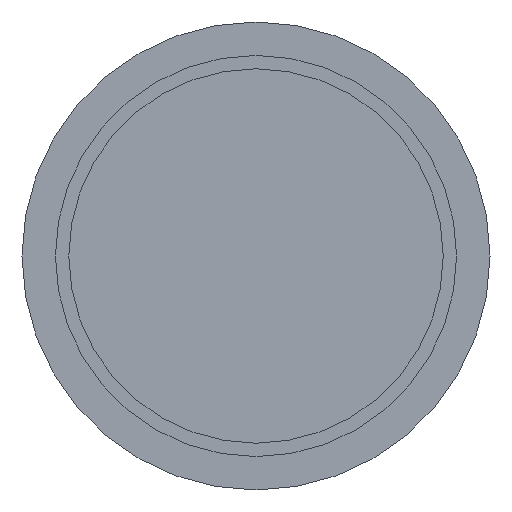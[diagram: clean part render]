
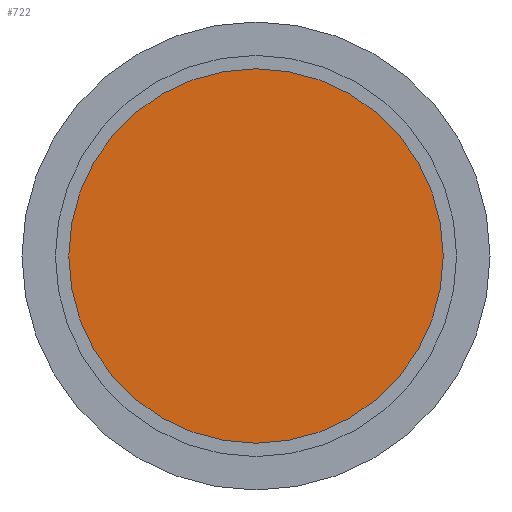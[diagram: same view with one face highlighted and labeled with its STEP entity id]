
A CAD part, front view. The second image highlights one B-rep face of the part: STEP entity #722.
In plain terms, the highlighted planar face has unit normal (0, -1, 0).
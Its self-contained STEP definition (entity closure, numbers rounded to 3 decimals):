
#57=PLANE('',#822);
#100=FACE_OUTER_BOUND('',#151,.T.);
#151=EDGE_LOOP('',(#604));
#192=CIRCLE('',#823,14.);
#328=VERTEX_POINT('',#4555);
#421=EDGE_CURVE('',#328,#328,#192,.T.);
#604=ORIENTED_EDGE('',*,*,#421,.T.);
#722=ADVANCED_FACE('',(#100),#57,.T.);
#822=AXIS2_PLACEMENT_3D('',#4554,#1008,#1009);
#823=AXIS2_PLACEMENT_3D('',#4556,#1010,#1011);
#1008=DIRECTION('center_axis',(0.,-1.,0.));
#1009=DIRECTION('ref_axis',(0.,0.,-1.));
#1010=DIRECTION('center_axis',(0.,-1.,0.));
#1011=DIRECTION('ref_axis',(1.,0.,0.));
#4554=CARTESIAN_POINT('Origin',(5.576,-18.5,4.939));
#4555=CARTESIAN_POINT('',(-8.424,-18.5,4.939));
#4556=CARTESIAN_POINT('Origin',(5.576,-18.5,4.939));
